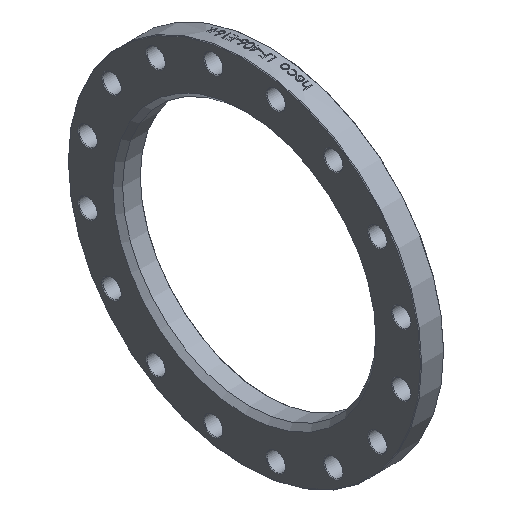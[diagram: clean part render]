
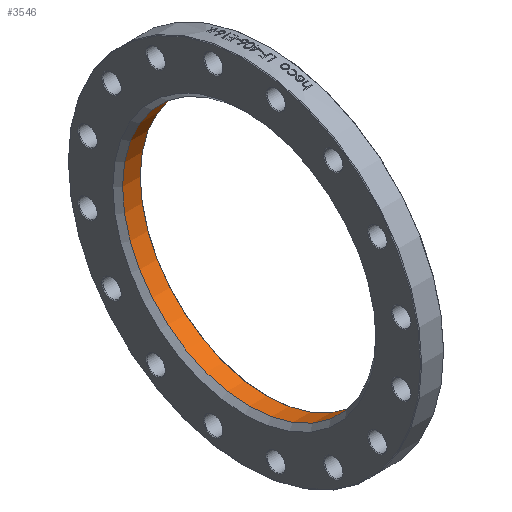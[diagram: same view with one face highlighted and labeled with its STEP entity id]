
A CAD part, isometric view. The second image highlights one B-rep face of the part: STEP entity #3546.
In plain terms, the highlighted cylindrical face has radius 208 mm (diameter 416 mm), a full revolution.
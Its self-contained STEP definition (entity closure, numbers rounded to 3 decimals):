
#70 = AXIS2_PLACEMENT_3D ( 'NONE', #157, #748, #4690 ) ;
#157 = CARTESIAN_POINT ( 'NONE',  ( 0., 0., 0. ) ) ;
#605 = AXIS2_PLACEMENT_3D ( 'NONE', #4563, #2622, #4104 ) ;
#748 = DIRECTION ( 'NONE',  ( -1., 0., 0. ) ) ;
#1074 = CARTESIAN_POINT ( 'NONE',  ( 37., 0., 208. ) ) ;
#1101 = AXIS2_PLACEMENT_3D ( 'NONE', #6323, #4919, #4036 ) ;
#1105 = CIRCLE ( 'NONE', #1101, 208. ) ;
#1515 = ORIENTED_EDGE ( 'NONE', *, *, #4943, .T. ) ;
#1530 = CARTESIAN_POINT ( 'NONE',  ( 8., 0., -208. ) ) ;
#2037 = CIRCLE ( 'NONE', #605, 208. ) ;
#2091 = VERTEX_POINT ( 'NONE', #1074 ) ;
#2622 = DIRECTION ( 'NONE',  ( 1., 0., 0. ) ) ;
#3282 = EDGE_CURVE ( 'NONE', #3971, #3971, #1105, .T. ) ;
#3546 = ADVANCED_FACE ( 'NONE', ( #3645, #4588 ), #5168, .F. ) ;
#3645 = FACE_OUTER_BOUND ( 'NONE', #5154, .T. ) ;
#3650 = ORIENTED_EDGE ( 'NONE', *, *, #3282, .T. ) ;
#3971 = VERTEX_POINT ( 'NONE', #1530 ) ;
#4036 = DIRECTION ( 'NONE',  ( 0., 0., -1. ) ) ;
#4104 = DIRECTION ( 'NONE',  ( 0., 0., 1. ) ) ;
#4563 = CARTESIAN_POINT ( 'NONE',  ( 37., 0., 0. ) ) ;
#4588 = FACE_OUTER_BOUND ( 'NONE', #5437, .T. ) ;
#4690 = DIRECTION ( 'NONE',  ( 0., 0., 1. ) ) ;
#4919 = DIRECTION ( 'NONE',  ( -1., 0., 0. ) ) ;
#4943 = EDGE_CURVE ( 'NONE', #2091, #2091, #2037, .T. ) ;
#5154 = EDGE_LOOP ( 'NONE', ( #3650 ) ) ;
#5168 = CYLINDRICAL_SURFACE ( 'NONE', #70, 208. ) ;
#5437 = EDGE_LOOP ( 'NONE', ( #1515 ) ) ;
#6323 = CARTESIAN_POINT ( 'NONE',  ( 8., 0., 0. ) ) ;
